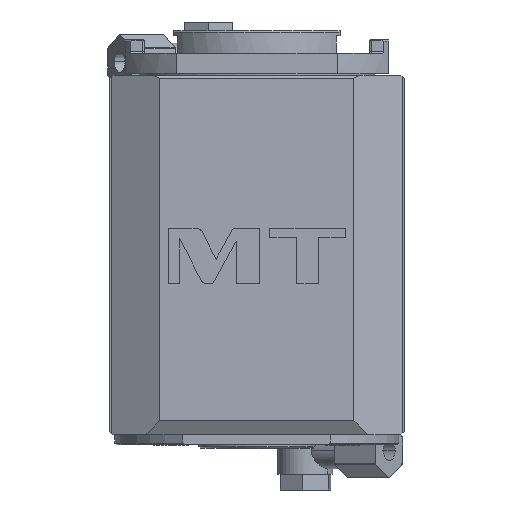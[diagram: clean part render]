
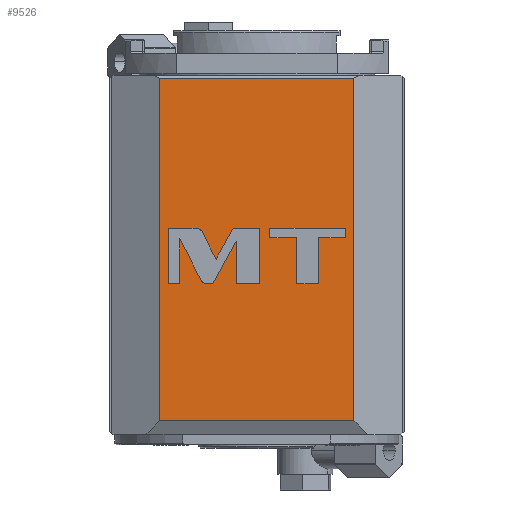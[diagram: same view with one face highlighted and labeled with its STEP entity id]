
A CAD part, left-side view. The second image highlights one B-rep face of the part: STEP entity #9526.
In plain terms, the highlighted planar face has unit normal (-1, 0, 0).
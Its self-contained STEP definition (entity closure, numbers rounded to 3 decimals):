
#1567=DIRECTION('',(0.,1.,0.));
#1568=VECTOR('',#1567,56.);
#1569=CARTESIAN_POINT('',(-99.,-28.,51.2));
#1570=LINE('',#1569,#1568);
#1571=DIRECTION('',(0.,0.,1.));
#1572=VECTOR('',#1571,98.7);
#1573=CARTESIAN_POINT('',(-99.,-28.,-47.5));
#1574=LINE('',#1573,#1572);
#1575=DIRECTION('',(0.,-1.,0.));
#1576=VECTOR('',#1575,56.);
#1577=CARTESIAN_POINT('',(-99.,28.,-47.5));
#1578=LINE('',#1577,#1576);
#1579=DIRECTION('',(0.,0.,1.));
#1580=VECTOR('',#1579,98.7);
#1581=CARTESIAN_POINT('',(-99.,28.,-47.5));
#1582=LINE('',#1581,#1580);
#1583=CARTESIAN_POINT('',(-99.,15.816,6.958));
#1584=CARTESIAN_POINT('',(-99.,16.148,7.601));
#1585=CARTESIAN_POINT('',(-99.,16.804,8.));
#1586=CARTESIAN_POINT('',(-99.,17.528,8.));
#1588=DIRECTION('',(0.,1.,0.));
#1589=VECTOR('',#1588,8.043);
#1590=CARTESIAN_POINT('',(-99.,17.528,8.));
#1591=LINE('',#1590,#1589);
#1592=DIRECTION('',(0.,0.,-1.));
#1593=VECTOR('',#1592,16.);
#1594=CARTESIAN_POINT('',(-99.,25.571,8.));
#1595=LINE('',#1594,#1593);
#1596=DIRECTION('',(0.,-1.,0.));
#1597=VECTOR('',#1596,3.328);
#1598=CARTESIAN_POINT('',(-99.,25.571,-8.));
#1599=LINE('',#1598,#1597);
#1600=DIRECTION('',(0.,0.,1.));
#1601=VECTOR('',#1600,12.962);
#1602=CARTESIAN_POINT('',(-99.,22.243,-8.));
#1603=LINE('',#1602,#1601);
#1604=DIRECTION('',(0.,-0.459,-0.888));
#1605=VECTOR('',#1604,13.419);
#1606=CARTESIAN_POINT('',(-99.,22.243,4.962));
#1607=LINE('',#1606,#1605);
#1608=CARTESIAN_POINT('',(-99.,16.08,-6.958));
#1609=CARTESIAN_POINT('',(-99.,15.747,-7.601));
#1610=CARTESIAN_POINT('',(-99.,15.091,-8.));
#1611=CARTESIAN_POINT('',(-99.,14.367,-8.));
#1613=DIRECTION('',(0.,-1.,0.));
#1614=VECTOR('',#1613,1.669);
#1615=CARTESIAN_POINT('',(-99.,14.367,-8.));
#1616=LINE('',#1615,#1614);
#1617=DIRECTION('',(0.,-0.481,0.877));
#1618=VECTOR('',#1617,13.883);
#1619=CARTESIAN_POINT('',(-99.,12.698,-8.));
#1620=LINE('',#1619,#1618);
#1621=DIRECTION('',(0.,0.,-1.));
#1622=VECTOR('',#1621,12.17);
#1623=CARTESIAN_POINT('',(-99.,6.018,4.17));
#1624=LINE('',#1623,#1622);
#1625=DIRECTION('',(0.,-1.,0.));
#1626=VECTOR('',#1625,6.733);
#1627=CARTESIAN_POINT('',(-99.,6.018,-8.));
#1628=LINE('',#1627,#1626);
#1629=DIRECTION('',(0.,0.,1.));
#1630=VECTOR('',#1629,16.);
#1631=CARTESIAN_POINT('',(-99.,-0.715,-8.));
#1632=LINE('',#1631,#1630);
#1633=DIRECTION('',(0.,1.,0.));
#1634=VECTOR('',#1633,7.59);
#1635=CARTESIAN_POINT('',(-99.,-0.715,8.));
#1636=LINE('',#1635,#1634);
#1637=DIRECTION('',(0.,0.481,-0.877));
#1638=VECTOR('',#1637,10.144);
#1639=CARTESIAN_POINT('',(-99.,6.875,8.));
#1640=LINE('',#1639,#1638);
#1641=DIRECTION('',(0.,0.459,0.888));
#1642=VECTOR('',#1641,8.838);
#1643=CARTESIAN_POINT('',(-99.,11.756,-0.893));
#1644=LINE('',#1643,#1642);
#1645=DIRECTION('',(0.,0.,-1.));
#1646=VECTOR('',#1645,13.275);
#1647=CARTESIAN_POINT('',(-99.,-11.475,5.275));
#1648=LINE('',#1647,#1646);
#1649=DIRECTION('',(0.,-1.,0.));
#1650=VECTOR('',#1649,6.337);
#1651=CARTESIAN_POINT('',(-99.,-11.475,-8.));
#1652=LINE('',#1651,#1650);
#1653=DIRECTION('',(0.,0.,1.));
#1654=VECTOR('',#1653,13.275);
#1655=CARTESIAN_POINT('',(-99.,-17.812,-8.));
#1656=LINE('',#1655,#1654);
#1657=DIRECTION('',(0.,-1.,0.));
#1658=VECTOR('',#1657,7.757);
#1659=CARTESIAN_POINT('',(-99.,-17.812,5.275));
#1660=LINE('',#1659,#1658);
#1661=DIRECTION('',(0.,0.,1.));
#1662=VECTOR('',#1661,2.725);
#1663=CARTESIAN_POINT('',(-99.,-25.569,5.275));
#1664=LINE('',#1663,#1662);
#1665=DIRECTION('',(0.,1.,0.));
#1666=VECTOR('',#1665,21.851);
#1667=CARTESIAN_POINT('',(-99.,-25.569,8.));
#1668=LINE('',#1667,#1666);
#1669=DIRECTION('',(0.,0.,-1.));
#1670=VECTOR('',#1669,2.725);
#1671=CARTESIAN_POINT('',(-99.,-3.718,8.));
#1672=LINE('',#1671,#1670);
#1673=DIRECTION('',(0.,-1.,0.));
#1674=VECTOR('',#1673,7.757);
#1675=CARTESIAN_POINT('',(-99.,-3.718,5.275));
#1676=LINE('',#1675,#1674);
#6423=CARTESIAN_POINT('',(-99.,-28.,-47.5));
#6425=VERTEX_POINT('',#6423);
#6429=CARTESIAN_POINT('',(-99.,28.,-47.5));
#6430=VERTEX_POINT('',#6429);
#6435=CARTESIAN_POINT('',(-99.,-28.,51.2));
#6436=VERTEX_POINT('',#6435);
#6437=CARTESIAN_POINT('',(-99.,28.,51.2));
#6438=VERTEX_POINT('',#6437);
#7716=CARTESIAN_POINT('',(-99.,15.816,6.958));
#7717=VERTEX_POINT('',#7716);
#7718=CARTESIAN_POINT('',(-99.,17.528,8.));
#7719=VERTEX_POINT('',#7718);
#7720=CARTESIAN_POINT('',(-99.,25.571,8.));
#7721=VERTEX_POINT('',#7720);
#7722=CARTESIAN_POINT('',(-99.,25.571,-8.));
#7723=VERTEX_POINT('',#7722);
#7724=CARTESIAN_POINT('',(-99.,22.243,-8.));
#7725=VERTEX_POINT('',#7724);
#7726=CARTESIAN_POINT('',(-99.,22.243,4.962));
#7727=VERTEX_POINT('',#7726);
#7728=CARTESIAN_POINT('',(-99.,16.08,-6.958));
#7729=VERTEX_POINT('',#7728);
#7730=CARTESIAN_POINT('',(-99.,14.367,-8.));
#7731=VERTEX_POINT('',#7730);
#7732=CARTESIAN_POINT('',(-99.,12.698,-8.));
#7733=VERTEX_POINT('',#7732);
#7734=CARTESIAN_POINT('',(-99.,6.018,4.17));
#7735=VERTEX_POINT('',#7734);
#7736=CARTESIAN_POINT('',(-99.,6.018,-8.));
#7737=VERTEX_POINT('',#7736);
#7738=CARTESIAN_POINT('',(-99.,-0.715,-8.));
#7739=VERTEX_POINT('',#7738);
#7740=CARTESIAN_POINT('',(-99.,-0.715,8.));
#7741=VERTEX_POINT('',#7740);
#7742=CARTESIAN_POINT('',(-99.,6.875,8.));
#7743=VERTEX_POINT('',#7742);
#7744=CARTESIAN_POINT('',(-99.,11.756,-0.893));
#7745=VERTEX_POINT('',#7744);
#7746=CARTESIAN_POINT('',(-99.,-11.475,5.275));
#7747=VERTEX_POINT('',#7746);
#7748=CARTESIAN_POINT('',(-99.,-11.475,-8.));
#7749=VERTEX_POINT('',#7748);
#7750=CARTESIAN_POINT('',(-99.,-17.812,-8.));
#7751=VERTEX_POINT('',#7750);
#7752=CARTESIAN_POINT('',(-99.,-17.812,5.275));
#7753=VERTEX_POINT('',#7752);
#7754=CARTESIAN_POINT('',(-99.,-25.569,5.275));
#7755=VERTEX_POINT('',#7754);
#7756=CARTESIAN_POINT('',(-99.,-25.569,8.));
#7757=VERTEX_POINT('',#7756);
#7758=CARTESIAN_POINT('',(-99.,-3.718,8.));
#7759=VERTEX_POINT('',#7758);
#7760=CARTESIAN_POINT('',(-99.,-3.718,5.275));
#7761=VERTEX_POINT('',#7760);
#9464=CARTESIAN_POINT('',(-99.,0.,0.));
#9465=DIRECTION('',(1.,0.,0.));
#9466=DIRECTION('',(0.,1.,0.));
#9467=AXIS2_PLACEMENT_3D('',#9464,#9465,#9466);
#9468=PLANE('',#9467);
#9469=ORIENTED_EDGE('',*,*,#9222,.F.);
#9470=ORIENTED_EDGE('',*,*,#9209,.F.);
#9472=ORIENTED_EDGE('',*,*,#9471,.F.);
#9473=ORIENTED_EDGE('',*,*,#9449,.T.);
#9474=EDGE_LOOP('',(#9469,#9470,#9472,#9473));
#9475=FACE_OUTER_BOUND('',#9474,.F.);
#9477=ORIENTED_EDGE('',*,*,#9476,.T.);
#9479=ORIENTED_EDGE('',*,*,#9478,.T.);
#9481=ORIENTED_EDGE('',*,*,#9480,.T.);
#9483=ORIENTED_EDGE('',*,*,#9482,.T.);
#9485=ORIENTED_EDGE('',*,*,#9484,.T.);
#9487=ORIENTED_EDGE('',*,*,#9486,.T.);
#9489=ORIENTED_EDGE('',*,*,#9488,.T.);
#9491=ORIENTED_EDGE('',*,*,#9490,.T.);
#9493=ORIENTED_EDGE('',*,*,#9492,.T.);
#9495=ORIENTED_EDGE('',*,*,#9494,.T.);
#9497=ORIENTED_EDGE('',*,*,#9496,.T.);
#9499=ORIENTED_EDGE('',*,*,#9498,.T.);
#9501=ORIENTED_EDGE('',*,*,#9500,.T.);
#9503=ORIENTED_EDGE('',*,*,#9502,.T.);
#9505=ORIENTED_EDGE('',*,*,#9504,.T.);
#9506=EDGE_LOOP('',(#9477,#9479,#9481,#9483,#9485,#9487,#9489,#9491,#9493,#9495,
#9497,#9499,#9501,#9503,#9505));
#9507=FACE_BOUND('',#9506,.F.);
#9509=ORIENTED_EDGE('',*,*,#9508,.T.);
#9511=ORIENTED_EDGE('',*,*,#9510,.T.);
#9513=ORIENTED_EDGE('',*,*,#9512,.T.);
#9515=ORIENTED_EDGE('',*,*,#9514,.T.);
#9517=ORIENTED_EDGE('',*,*,#9516,.T.);
#9519=ORIENTED_EDGE('',*,*,#9518,.T.);
#9521=ORIENTED_EDGE('',*,*,#9520,.T.);
#9523=ORIENTED_EDGE('',*,*,#9522,.T.);
#9524=EDGE_LOOP('',(#9509,#9511,#9513,#9515,#9517,#9519,#9521,#9523));
#9525=FACE_BOUND('',#9524,.F.);
#9526=ADVANCED_FACE('',(#9475,#9507,#9525),#9468,.F.);
#1587=B_SPLINE_CURVE_WITH_KNOTS('',3,(#1583,#1584,#1585,#1586),.UNSPECIFIED.,
.F.,.F.,(4,4),(0.,1.),.UNSPECIFIED.);
#1612=B_SPLINE_CURVE_WITH_KNOTS('',3,(#1608,#1609,#1610,#1611),.UNSPECIFIED.,
.F.,.F.,(4,4),(0.,1.),.UNSPECIFIED.);
#9209=EDGE_CURVE('',#6425,#6436,#1574,.T.);
#9222=EDGE_CURVE('',#6436,#6438,#1570,.T.);
#9449=EDGE_CURVE('',#6430,#6438,#1582,.T.);
#9471=EDGE_CURVE('',#6430,#6425,#1578,.T.);
#9476=EDGE_CURVE('',#7717,#7719,#1587,.T.);
#9478=EDGE_CURVE('',#7719,#7721,#1591,.T.);
#9480=EDGE_CURVE('',#7721,#7723,#1595,.T.);
#9482=EDGE_CURVE('',#7723,#7725,#1599,.T.);
#9484=EDGE_CURVE('',#7725,#7727,#1603,.T.);
#9486=EDGE_CURVE('',#7727,#7729,#1607,.T.);
#9488=EDGE_CURVE('',#7729,#7731,#1612,.T.);
#9490=EDGE_CURVE('',#7731,#7733,#1616,.T.);
#9492=EDGE_CURVE('',#7733,#7735,#1620,.T.);
#9494=EDGE_CURVE('',#7735,#7737,#1624,.T.);
#9496=EDGE_CURVE('',#7737,#7739,#1628,.T.);
#9498=EDGE_CURVE('',#7739,#7741,#1632,.T.);
#9500=EDGE_CURVE('',#7741,#7743,#1636,.T.);
#9502=EDGE_CURVE('',#7743,#7745,#1640,.T.);
#9504=EDGE_CURVE('',#7745,#7717,#1644,.T.);
#9508=EDGE_CURVE('',#7747,#7749,#1648,.T.);
#9510=EDGE_CURVE('',#7749,#7751,#1652,.T.);
#9512=EDGE_CURVE('',#7751,#7753,#1656,.T.);
#9514=EDGE_CURVE('',#7753,#7755,#1660,.T.);
#9516=EDGE_CURVE('',#7755,#7757,#1664,.T.);
#9518=EDGE_CURVE('',#7757,#7759,#1668,.T.);
#9520=EDGE_CURVE('',#7759,#7761,#1672,.T.);
#9522=EDGE_CURVE('',#7761,#7747,#1676,.T.);
